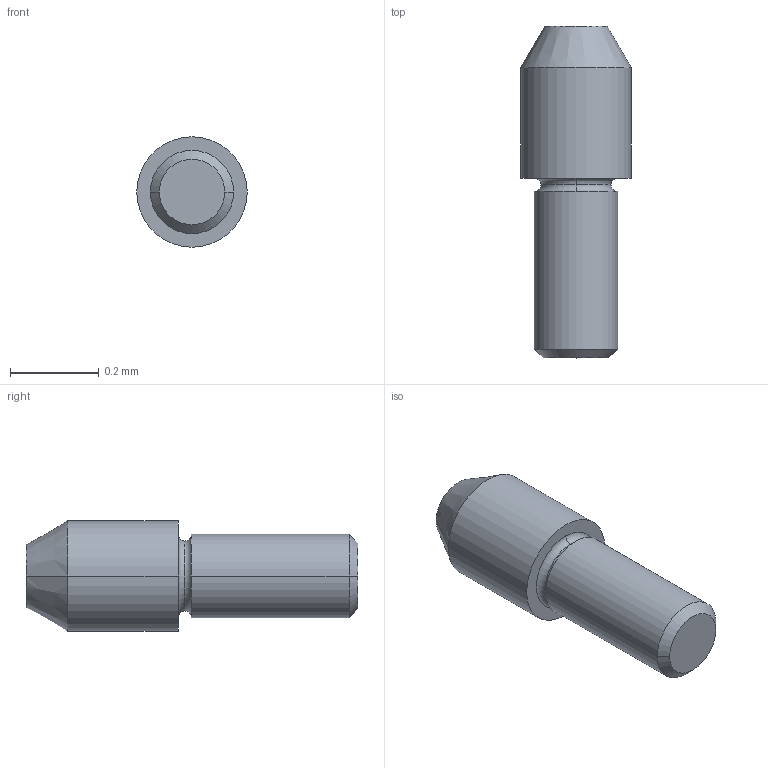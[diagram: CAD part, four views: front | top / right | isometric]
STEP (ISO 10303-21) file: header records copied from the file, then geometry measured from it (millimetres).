
FILE_DESCRIPTION(('produced by SPATIAL CORP'),'2;1');
FILE_NAME( 'RoundPin1.hh.sat.stp','2002-04-19T11:16:03+00:00',('SPATIAL CORP'),('SPATIAL CORP'), 'ACIS STEP Husk','http://www.spatial.com','SPATIAL CORP');
FILE_SCHEMA(('CONFIG_CONTROL_DESIGN'));
Length unit declared in the file: millimetre
Products named in the file (1): PRODUCT_ID_1
Bounding box: 0.25 x 0.75 x 0.25 mm (x, y, z)
Volume: 0 mm3; surface area: 0.6 mm2
Topology: 1 solids, 1 shells, 15 faces, 31 edges, 19 vertices
Faces by surface type: cone 4, cylinder 4, torus 4, plane 3
Entity records: 398 total; most frequent: ORIENTED_EDGE 62, CARTESIAN_POINT 46, DIRECTION 46, EDGE_CURVE 31, VERTEX_POINT 19, AXIS2_PLACEMENT_3D 19, EDGE_LOOP 16, FACE_BOUND 16
